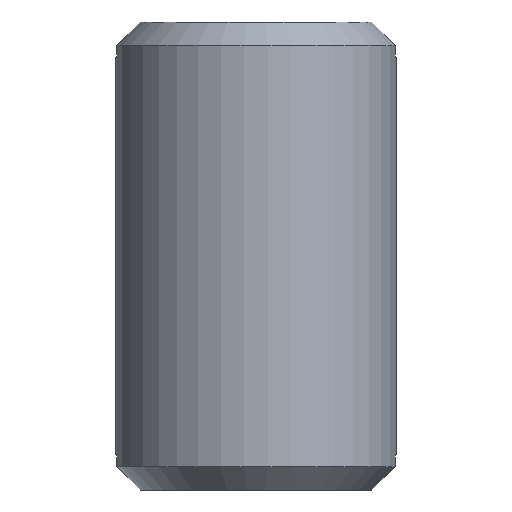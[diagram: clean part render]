
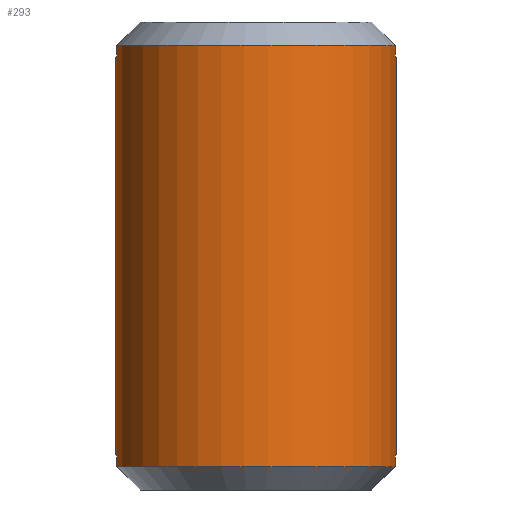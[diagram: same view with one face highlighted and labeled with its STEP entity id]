
A CAD part, front view. The second image highlights one B-rep face of the part: STEP entity #293.
In plain terms, the highlighted cylindrical face has radius 6 mm (diameter 12 mm), a partial arc.
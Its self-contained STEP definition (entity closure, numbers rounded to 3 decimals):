
#7 = AXIS2_PLACEMENT_3D ( 'NONE', #104, #726, #372 ) ;
#10 = EDGE_CURVE ( 'NONE', #250, #119, #811, .T. ) ;
#11 = AXIS2_PLACEMENT_3D ( 'NONE', #892, #126, #531 ) ;
#23 = LINE ( 'NONE', #404, #749 ) ;
#33 = EDGE_CURVE ( 'NONE', #253, #493, #23, .T. ) ;
#38 = VECTOR ( 'NONE', #248, 1000. ) ;
#42 = DIRECTION ( 'NONE',  ( 0., 0., 1. ) ) ;
#52 = LINE ( 'NONE', #604, #274 ) ;
#62 = ORIENTED_EDGE ( 'NONE', *, *, #322, .F. ) ;
#68 = DIRECTION ( 'NONE',  ( 0., 0., -1. ) ) ;
#86 = DIRECTION ( 'NONE',  ( 0., 0., 1. ) ) ;
#96 = CARTESIAN_POINT ( 'NONE',  ( 6., 0., -18.5 ) ) ;
#104 = CARTESIAN_POINT ( 'NONE',  ( 0., 0., 0. ) ) ;
#109 = ORIENTED_EDGE ( 'NONE', *, *, #816, .T. ) ;
#114 = CARTESIAN_POINT ( 'NONE',  ( 5.953, -0.75, -1. ) ) ;
#119 = VERTEX_POINT ( 'NONE', #693 ) ;
#125 = DIRECTION ( 'NONE',  ( 0., 0., -1. ) ) ;
#126 = DIRECTION ( 'NONE',  ( 0., 0., 1. ) ) ;
#135 = VECTOR ( 'NONE', #154, 1000. ) ;
#151 = AXIS2_PLACEMENT_3D ( 'NONE', #607, #905, #468 ) ;
#154 = DIRECTION ( 'NONE',  ( 0., 0., 1. ) ) ;
#167 = ORIENTED_EDGE ( 'NONE', *, *, #33, .T. ) ;
#175 = EDGE_CURVE ( 'NONE', #240, #629, #657, .T. ) ;
#178 = CARTESIAN_POINT ( 'NONE',  ( -6., 0., -18.5 ) ) ;
#205 = CYLINDRICAL_SURFACE ( 'NONE', #7, 6. ) ;
#207 = DIRECTION ( 'NONE',  ( -1., 0., 0. ) ) ;
#220 = AXIS2_PLACEMENT_3D ( 'NONE', #391, #321, #823 ) ;
#226 = VECTOR ( 'NONE', #389, 1000. ) ;
#230 = LINE ( 'NONE', #314, #38 ) ;
#240 = VERTEX_POINT ( 'NONE', #241 ) ;
#241 = CARTESIAN_POINT ( 'NONE',  ( 5.953, -0.75, -1.5 ) ) ;
#248 = DIRECTION ( 'NONE',  ( 0., 0., -1. ) ) ;
#250 = VERTEX_POINT ( 'NONE', #178 ) ;
#253 = VERTEX_POINT ( 'NONE', #797 ) ;
#261 = CARTESIAN_POINT ( 'NONE',  ( -6., 0., -1.5 ) ) ;
#268 = CARTESIAN_POINT ( 'NONE',  ( -5.953, -0.75, -19. ) ) ;
#274 = VECTOR ( 'NONE', #680, 1000. ) ;
#280 = DIRECTION ( 'NONE',  ( 0., 0., -1. ) ) ;
#283 = ORIENTED_EDGE ( 'NONE', *, *, #908, .T. ) ;
#285 = CARTESIAN_POINT ( 'NONE',  ( -6., 0., 0. ) ) ;
#288 = VERTEX_POINT ( 'NONE', #96 ) ;
#293 = ADVANCED_FACE ( 'NONE', ( #787 ), #205, .T. ) ;
#314 = CARTESIAN_POINT ( 'NONE',  ( -5.953, -0.75, 0. ) ) ;
#321 = DIRECTION ( 'NONE',  ( 0., 0., 1. ) ) ;
#322 = EDGE_CURVE ( 'NONE', #253, #629, #497, .T. ) ;
#324 = CIRCLE ( 'NONE', #791, 6. ) ;
#328 = ORIENTED_EDGE ( 'NONE', *, *, #759, .T. ) ;
#337 = VERTEX_POINT ( 'NONE', #268 ) ;
#353 = VERTEX_POINT ( 'NONE', #261 ) ;
#358 = VERTEX_POINT ( 'NONE', #471 ) ;
#372 = DIRECTION ( 'NONE',  ( 1., 0., 0. ) ) ;
#383 = EDGE_CURVE ( 'NONE', #250, #353, #459, .T. ) ;
#389 = DIRECTION ( 'NONE',  ( 0., 0., 1. ) ) ;
#391 = CARTESIAN_POINT ( 'NONE',  ( 0., 0., -1. ) ) ;
#404 = CARTESIAN_POINT ( 'NONE',  ( -5.953, -0.75, 0. ) ) ;
#436 = CARTESIAN_POINT ( 'NONE',  ( -5.953, -0.75, -1.5 ) ) ;
#441 = VERTEX_POINT ( 'NONE', #851 ) ;
#454 = EDGE_CURVE ( 'NONE', #901, #240, #324, .T. ) ;
#459 = LINE ( 'NONE', #285, #135 ) ;
#460 = DIRECTION ( 'NONE',  ( 1., 0., 0. ) ) ;
#465 = CIRCLE ( 'NONE', #556, 6. ) ;
#468 = DIRECTION ( 'NONE',  ( 1., 0., 0. ) ) ;
#471 = CARTESIAN_POINT ( 'NONE',  ( 5.953, -0.75, -18.5 ) ) ;
#480 = ORIENTED_EDGE ( 'NONE', *, *, #748, .T. ) ;
#493 = VERTEX_POINT ( 'NONE', #436 ) ;
#495 = LINE ( 'NONE', #827, #226 ) ;
#497 = CIRCLE ( 'NONE', #220, 6. ) ;
#531 = DIRECTION ( 'NONE',  ( 1., 0., 0. ) ) ;
#541 = AXIS2_PLACEMENT_3D ( 'NONE', #610, #42, #460 ) ;
#545 = EDGE_LOOP ( 'NONE', ( #812, #659, #576, #109, #480, #761, #328, #780, #782, #62, #167, #283 ) ) ;
#556 = AXIS2_PLACEMENT_3D ( 'NONE', #907, #68, #207 ) ;
#576 = ORIENTED_EDGE ( 'NONE', *, *, #601, .T. ) ;
#601 = EDGE_CURVE ( 'NONE', #119, #337, #230, .T. ) ;
#604 = CARTESIAN_POINT ( 'NONE',  ( 5.953, -0.75, 0. ) ) ;
#607 = CARTESIAN_POINT ( 'NONE',  ( 0., 0., -18.5 ) ) ;
#610 = CARTESIAN_POINT ( 'NONE',  ( 0., 0., -18.5 ) ) ;
#629 = VERTEX_POINT ( 'NONE', #114 ) ;
#657 = LINE ( 'NONE', #916, #915 ) ;
#659 = ORIENTED_EDGE ( 'NONE', *, *, #10, .T. ) ;
#680 = DIRECTION ( 'NONE',  ( 0., 0., 1. ) ) ;
#693 = CARTESIAN_POINT ( 'NONE',  ( -5.953, -0.75, -18.5 ) ) ;
#698 = CIRCLE ( 'NONE', #11, 6. ) ;
#700 = CARTESIAN_POINT ( 'NONE',  ( 0., 0., -1.5 ) ) ;
#726 = DIRECTION ( 'NONE',  ( 0., 0., 1. ) ) ;
#748 = EDGE_CURVE ( 'NONE', #441, #358, #52, .T. ) ;
#749 = VECTOR ( 'NONE', #125, 1000. ) ;
#759 = EDGE_CURVE ( 'NONE', #288, #901, #495, .T. ) ;
#761 = ORIENTED_EDGE ( 'NONE', *, *, #775, .T. ) ;
#768 = DIRECTION ( 'NONE',  ( -1., 0., 0. ) ) ;
#775 = EDGE_CURVE ( 'NONE', #358, #288, #870, .T. ) ;
#780 = ORIENTED_EDGE ( 'NONE', *, *, #454, .T. ) ;
#782 = ORIENTED_EDGE ( 'NONE', *, *, #175, .T. ) ;
#787 = FACE_OUTER_BOUND ( 'NONE', #545, .T. ) ;
#791 = AXIS2_PLACEMENT_3D ( 'NONE', #700, #280, #768 ) ;
#797 = CARTESIAN_POINT ( 'NONE',  ( -5.953, -0.75, -1. ) ) ;
#811 = CIRCLE ( 'NONE', #151, 6. ) ;
#812 = ORIENTED_EDGE ( 'NONE', *, *, #383, .F. ) ;
#816 = EDGE_CURVE ( 'NONE', #337, #441, #698, .T. ) ;
#823 = DIRECTION ( 'NONE',  ( 1., 0., 0. ) ) ;
#827 = CARTESIAN_POINT ( 'NONE',  ( 6., 0., 0. ) ) ;
#833 = CARTESIAN_POINT ( 'NONE',  ( 6., 0., -1.5 ) ) ;
#851 = CARTESIAN_POINT ( 'NONE',  ( 5.953, -0.75, -19. ) ) ;
#870 = CIRCLE ( 'NONE', #541, 6. ) ;
#892 = CARTESIAN_POINT ( 'NONE',  ( 0., 0., -19. ) ) ;
#901 = VERTEX_POINT ( 'NONE', #833 ) ;
#905 = DIRECTION ( 'NONE',  ( 0., 0., 1. ) ) ;
#907 = CARTESIAN_POINT ( 'NONE',  ( 0., 0., -1.5 ) ) ;
#908 = EDGE_CURVE ( 'NONE', #493, #353, #465, .T. ) ;
#915 = VECTOR ( 'NONE', #86, 1000. ) ;
#916 = CARTESIAN_POINT ( 'NONE',  ( 5.953, -0.75, 0. ) ) ;
